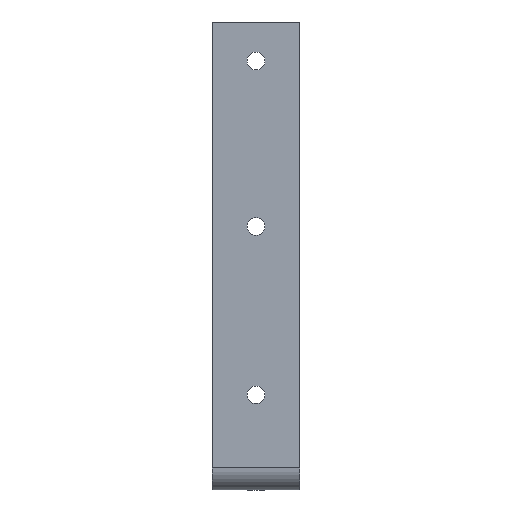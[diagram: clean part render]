
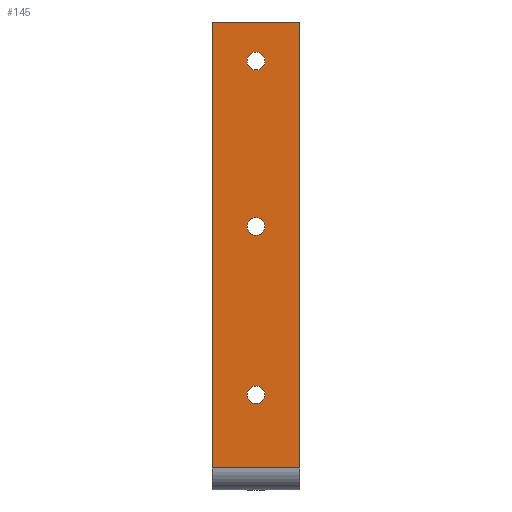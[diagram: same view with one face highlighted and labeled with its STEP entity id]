
A CAD part, left-side view. The second image highlights one B-rep face of the part: STEP entity #145.
In plain terms, the highlighted planar face has unit normal (-1, 0, 0).
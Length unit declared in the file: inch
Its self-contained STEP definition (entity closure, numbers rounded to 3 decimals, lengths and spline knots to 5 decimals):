
#14 = CARTESIAN_POINT ( 'NONE',  ( 0., 0., 3.494 ) ) ;
#24 = VECTOR ( 'NONE', #336, 39.37008 ) ;
#31 = DIRECTION ( 'NONE',  ( 1., 0., 0. ) ) ;
#39 = EDGE_LOOP ( 'NONE', ( #811, #883 ) ) ;
#41 = DIRECTION ( 'NONE',  ( 0., 0., -1. ) ) ;
#43 = ORIENTED_EDGE ( 'NONE', *, *, #76, .T. ) ;
#55 = EDGE_CURVE ( 'NONE', #656, #446, #418, .T. ) ;
#76 = EDGE_CURVE ( 'NONE', #656, #836, #675, .T. ) ;
#81 = DIRECTION ( 'NONE',  ( 0., 0., -1. ) ) ;
#84 = CIRCLE ( 'NONE', #296, 0.114 ) ;
#92 = DIRECTION ( 'NONE',  ( 0., 0., -1. ) ) ;
#98 = PLANE ( 'NONE',  #907 ) ;
#101 = CIRCLE ( 'NONE', #957, 0.114 ) ;
#113 = FACE_OUTER_BOUND ( 'NONE', #571, .T. ) ;
#137 = CARTESIAN_POINT ( 'NONE',  ( 0., 0., 3.38 ) ) ;
#145 = ADVANCED_FACE ( 'NONE', ( #804, #175, #200, #113 ), #98, .T. ) ;
#156 = EDGE_CURVE ( 'NONE', #726, #311, #580, .T. ) ;
#161 = CARTESIAN_POINT ( 'NONE',  ( 0., 0., 1.21875 ) ) ;
#175 = FACE_BOUND ( 'NONE', #39, .T. ) ;
#199 = VERTEX_POINT ( 'NONE', #971 ) ;
#200 = FACE_BOUND ( 'NONE', #669, .T. ) ;
#241 = AXIS2_PLACEMENT_3D ( 'NONE', #280, #31, #41 ) ;
#254 = ORIENTED_EDGE ( 'NONE', *, *, #683, .T. ) ;
#257 = DIRECTION ( 'NONE',  ( 0., 0., -1. ) ) ;
#260 = VECTOR ( 'NONE', #758, 39.37008 ) ;
#280 = CARTESIAN_POINT ( 'NONE',  ( 0., 0., 1.21875 ) ) ;
#286 = CARTESIAN_POINT ( 'NONE',  ( 0., 0., 5.614 ) ) ;
#288 = CARTESIAN_POINT ( 'NONE',  ( 0., 0.5625, 0.285 ) ) ;
#294 = DIRECTION ( 'NONE',  ( 0., 0., -1. ) ) ;
#296 = AXIS2_PLACEMENT_3D ( 'NONE', #411, #767, #515 ) ;
#311 = VERTEX_POINT ( 'NONE', #991 ) ;
#317 = CARTESIAN_POINT ( 'NONE',  ( 0., -0.5625, 6. ) ) ;
#336 = DIRECTION ( 'NONE',  ( 0., -1., 0. ) ) ;
#353 = VERTEX_POINT ( 'NONE', #286 ) ;
#382 = EDGE_LOOP ( 'NONE', ( #489, #579 ) ) ;
#391 = CARTESIAN_POINT ( 'NONE',  ( 0., 0., 5.5 ) ) ;
#398 = EDGE_CURVE ( 'NONE', #753, #791, #1106, .T. ) ;
#411 = CARTESIAN_POINT ( 'NONE',  ( 0., 0., 5.5 ) ) ;
#418 = LINE ( 'NONE', #773, #24 ) ;
#420 = VERTEX_POINT ( 'NONE', #820 ) ;
#433 = DIRECTION ( 'NONE',  ( 1., 0., 0. ) ) ;
#446 = VERTEX_POINT ( 'NONE', #900 ) ;
#482 = VECTOR ( 'NONE', #896, 39.37008 ) ;
#489 = ORIENTED_EDGE ( 'NONE', *, *, #703, .T. ) ;
#515 = DIRECTION ( 'NONE',  ( 0., 0., -1. ) ) ;
#536 = AXIS2_PLACEMENT_3D ( 'NONE', #137, #741, #294 ) ;
#571 = EDGE_LOOP ( 'NONE', ( #995, #1071, #43, #679 ) ) ;
#579 = ORIENTED_EDGE ( 'NONE', *, *, #156, .T. ) ;
#580 = CIRCLE ( 'NONE', #241, 0.114 ) ;
#588 = CIRCLE ( 'NONE', #937, 0.114 ) ;
#625 = EDGE_CURVE ( 'NONE', #836, #420, #1001, .T. ) ;
#656 = VERTEX_POINT ( 'NONE', #818 ) ;
#669 = EDGE_LOOP ( 'NONE', ( #254, #1090 ) ) ;
#674 = CARTESIAN_POINT ( 'NONE',  ( 0., 0.5625, 6. ) ) ;
#675 = LINE ( 'NONE', #674, #1087 ) ;
#679 = ORIENTED_EDGE ( 'NONE', *, *, #625, .T. ) ;
#681 = DIRECTION ( 'NONE',  ( 0., 0., -1. ) ) ;
#683 = EDGE_CURVE ( 'NONE', #199, #353, #701, .T. ) ;
#698 = DIRECTION ( 'NONE',  ( -1., 0., 0. ) ) ;
#700 = CARTESIAN_POINT ( 'NONE',  ( 0., 0.5625, 6. ) ) ;
#701 = CIRCLE ( 'NONE', #747, 0.114 ) ;
#703 = EDGE_CURVE ( 'NONE', #311, #726, #588, .T. ) ;
#726 = VERTEX_POINT ( 'NONE', #1107 ) ;
#741 = DIRECTION ( 'NONE',  ( 1., 0., 0. ) ) ;
#743 = EDGE_CURVE ( 'NONE', #353, #199, #84, .T. ) ;
#747 = AXIS2_PLACEMENT_3D ( 'NONE', #391, #834, #681 ) ;
#750 = EDGE_CURVE ( 'NONE', #446, #420, #850, .T. ) ;
#753 = VERTEX_POINT ( 'NONE', #14 ) ;
#757 = CARTESIAN_POINT ( 'NONE',  ( 0., 0., 3.266 ) ) ;
#758 = DIRECTION ( 'NONE',  ( 0., 0., -1. ) ) ;
#759 = DIRECTION ( 'NONE',  ( 1., 0., 0. ) ) ;
#767 = DIRECTION ( 'NONE',  ( 1., 0., 0. ) ) ;
#773 = CARTESIAN_POINT ( 'NONE',  ( 0., 0.5625, 6. ) ) ;
#783 = CARTESIAN_POINT ( 'NONE',  ( 0., 0., 3.38 ) ) ;
#791 = VERTEX_POINT ( 'NONE', #757 ) ;
#804 = FACE_BOUND ( 'NONE', #382, .T. ) ;
#811 = ORIENTED_EDGE ( 'NONE', *, *, #959, .T. ) ;
#818 = CARTESIAN_POINT ( 'NONE',  ( 0., 0.5625, 6. ) ) ;
#820 = CARTESIAN_POINT ( 'NONE',  ( 0., -0.5625, 0.285 ) ) ;
#834 = DIRECTION ( 'NONE',  ( 1., 0., 0. ) ) ;
#836 = VERTEX_POINT ( 'NONE', #1042 ) ;
#850 = LINE ( 'NONE', #317, #260 ) ;
#883 = ORIENTED_EDGE ( 'NONE', *, *, #398, .T. ) ;
#896 = DIRECTION ( 'NONE',  ( 0., -1., 0. ) ) ;
#900 = CARTESIAN_POINT ( 'NONE',  ( 0., -0.5625, 6. ) ) ;
#907 = AXIS2_PLACEMENT_3D ( 'NONE', #700, #698, #1120 ) ;
#937 = AXIS2_PLACEMENT_3D ( 'NONE', #161, #759, #92 ) ;
#957 = AXIS2_PLACEMENT_3D ( 'NONE', #783, #433, #257 ) ;
#959 = EDGE_CURVE ( 'NONE', #791, #753, #101, .T. ) ;
#971 = CARTESIAN_POINT ( 'NONE',  ( 0., 0., 5.386 ) ) ;
#991 = CARTESIAN_POINT ( 'NONE',  ( 0., 0., 1.10475 ) ) ;
#995 = ORIENTED_EDGE ( 'NONE', *, *, #750, .F. ) ;
#1001 = LINE ( 'NONE', #288, #482 ) ;
#1042 = CARTESIAN_POINT ( 'NONE',  ( 0., 0.5625, 0.285 ) ) ;
#1071 = ORIENTED_EDGE ( 'NONE', *, *, #55, .F. ) ;
#1087 = VECTOR ( 'NONE', #81, 39.37008 ) ;
#1090 = ORIENTED_EDGE ( 'NONE', *, *, #743, .T. ) ;
#1106 = CIRCLE ( 'NONE', #536, 0.114 ) ;
#1107 = CARTESIAN_POINT ( 'NONE',  ( 0., 0., 1.33275 ) ) ;
#1120 = DIRECTION ( 'NONE',  ( 0., 0., 1. ) ) ;
